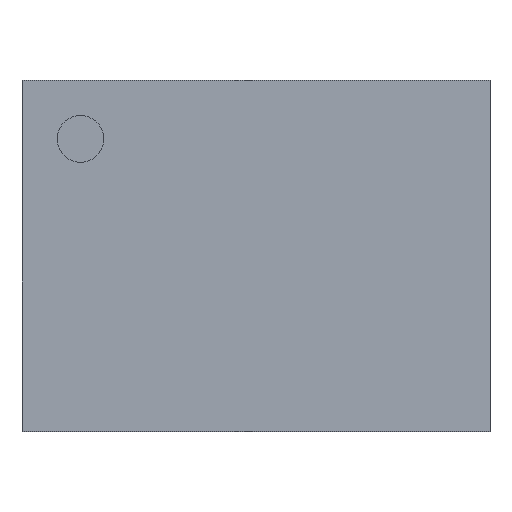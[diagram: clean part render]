
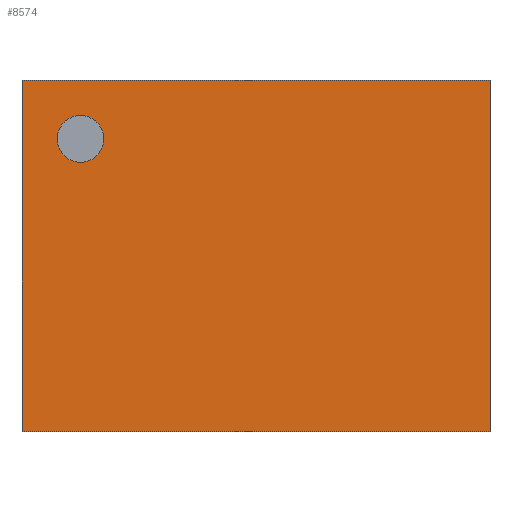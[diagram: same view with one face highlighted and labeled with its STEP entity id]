
A CAD part, top view. The second image highlights one B-rep face of the part: STEP entity #8574.
In plain terms, the highlighted face is planar.
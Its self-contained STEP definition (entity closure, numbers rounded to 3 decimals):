
#3588 = PLANE('',#3589);
#3589 = AXIS2_PLACEMENT_3D('',#3590,#3591,#3592);
#3590 = CARTESIAN_POINT('',(2.,0.,-1.5));
#3591 = DIRECTION('',(0.,0.,-1.));
#3592 = DIRECTION('',(-1.,0.,0.));
#3783 = PLANE('',#3784);
#3784 = AXIS2_PLACEMENT_3D('',#3785,#3786,#3787);
#3785 = CARTESIAN_POINT('',(-2.,0.,-1.5));
#3786 = DIRECTION('',(-1.,0.,0.));
#3787 = DIRECTION('',(0.,0.,1.));
#4334 = PLANE('',#4335);
#4335 = AXIS2_PLACEMENT_3D('',#4336,#4337,#4338);
#4336 = CARTESIAN_POINT('',(-2.,0.,1.5));
#4337 = DIRECTION('',(0.,0.,1.));
#4338 = DIRECTION('',(1.,0.,-0.));
#4885 = PLANE('',#4886);
#4886 = AXIS2_PLACEMENT_3D('',#4887,#4888,#4889);
#4887 = CARTESIAN_POINT('',(2.,0.,1.5));
#4888 = DIRECTION('',(1.,0.,0.));
#4889 = DIRECTION('',(0.,0.,-1.));
#7000 = VERTEX_POINT('',#7001);
#7001 = CARTESIAN_POINT('',(-2.,0.775,1.5));
#7022 = EDGE_CURVE('',#7000,#7023,#7025,.T.);
#7023 = VERTEX_POINT('',#7024);
#7024 = CARTESIAN_POINT('',(2.,0.775,1.5));
#7025 = SURFACE_CURVE('',#7026,(#7030,#7037),.PCURVE_S1.);
#7026 = LINE('',#7027,#7028);
#7027 = CARTESIAN_POINT('',(-2.,0.775,1.5));
#7028 = VECTOR('',#7029,1.);
#7029 = DIRECTION('',(1.,0.,0.));
#7030 = PCURVE('',#4334,#7031);
#7031 = DEFINITIONAL_REPRESENTATION('',(#7032),#7036);
#7032 = LINE('',#7033,#7034);
#7033 = CARTESIAN_POINT('',(0.,0.775));
#7034 = VECTOR('',#7035,1.);
#7035 = DIRECTION('',(1.,0.));
#7036 = ( GEOMETRIC_REPRESENTATION_CONTEXT(2) 
PARAMETRIC_REPRESENTATION_CONTEXT() REPRESENTATION_CONTEXT('2D SPACE',''
  ) );
#7037 = PCURVE('',#7038,#7043);
#7038 = PLANE('',#7039);
#7039 = AXIS2_PLACEMENT_3D('',#7040,#7041,#7042);
#7040 = CARTESIAN_POINT('',(0.,0.775,0.));
#7041 = DIRECTION('',(0.,1.,0.));
#7042 = DIRECTION('',(1.,0.,0.));
#7043 = DEFINITIONAL_REPRESENTATION('',(#7044),#7048);
#7044 = LINE('',#7045,#7046);
#7045 = CARTESIAN_POINT('',(-2.,-1.5));
#7046 = VECTOR('',#7047,1.);
#7047 = DIRECTION('',(1.,0.));
#7048 = ( GEOMETRIC_REPRESENTATION_CONTEXT(2) 
PARAMETRIC_REPRESENTATION_CONTEXT() REPRESENTATION_CONTEXT('2D SPACE',''
  ) );
#7414 = VERTEX_POINT('',#7415);
#7415 = CARTESIAN_POINT('',(-2.,0.775,-1.5));
#7436 = EDGE_CURVE('',#7414,#7000,#7437,.T.);
#7437 = SURFACE_CURVE('',#7438,(#7442,#7449),.PCURVE_S1.);
#7438 = LINE('',#7439,#7440);
#7439 = CARTESIAN_POINT('',(-2.,0.775,-1.5));
#7440 = VECTOR('',#7441,1.);
#7441 = DIRECTION('',(0.,0.,1.));
#7442 = PCURVE('',#3783,#7443);
#7443 = DEFINITIONAL_REPRESENTATION('',(#7444),#7448);
#7444 = LINE('',#7445,#7446);
#7445 = CARTESIAN_POINT('',(0.,0.775));
#7446 = VECTOR('',#7447,1.);
#7447 = DIRECTION('',(1.,0.));
#7448 = ( GEOMETRIC_REPRESENTATION_CONTEXT(2) 
PARAMETRIC_REPRESENTATION_CONTEXT() REPRESENTATION_CONTEXT('2D SPACE',''
  ) );
#7449 = PCURVE('',#7038,#7450);
#7450 = DEFINITIONAL_REPRESENTATION('',(#7451),#7455);
#7451 = LINE('',#7452,#7453);
#7452 = CARTESIAN_POINT('',(-2.,1.5));
#7453 = VECTOR('',#7454,1.);
#7454 = DIRECTION('',(0.,-1.));
#7455 = ( GEOMETRIC_REPRESENTATION_CONTEXT(2) 
PARAMETRIC_REPRESENTATION_CONTEXT() REPRESENTATION_CONTEXT('2D SPACE',''
  ) );
#7801 = VERTEX_POINT('',#7802);
#7802 = CARTESIAN_POINT('',(2.,0.775,-1.5));
#7823 = EDGE_CURVE('',#7801,#7414,#7824,.T.);
#7824 = SURFACE_CURVE('',#7825,(#7829,#7836),.PCURVE_S1.);
#7825 = LINE('',#7826,#7827);
#7826 = CARTESIAN_POINT('',(2.,0.775,-1.5));
#7827 = VECTOR('',#7828,1.);
#7828 = DIRECTION('',(-1.,0.,0.));
#7829 = PCURVE('',#3588,#7830);
#7830 = DEFINITIONAL_REPRESENTATION('',(#7831),#7835);
#7831 = LINE('',#7832,#7833);
#7832 = CARTESIAN_POINT('',(0.,0.775));
#7833 = VECTOR('',#7834,1.);
#7834 = DIRECTION('',(1.,0.));
#7835 = ( GEOMETRIC_REPRESENTATION_CONTEXT(2) 
PARAMETRIC_REPRESENTATION_CONTEXT() REPRESENTATION_CONTEXT('2D SPACE',''
  ) );
#7836 = PCURVE('',#7038,#7837);
#7837 = DEFINITIONAL_REPRESENTATION('',(#7838),#7842);
#7838 = LINE('',#7839,#7840);
#7839 = CARTESIAN_POINT('',(2.,1.5));
#7840 = VECTOR('',#7841,1.);
#7841 = DIRECTION('',(-1.,0.));
#7842 = ( GEOMETRIC_REPRESENTATION_CONTEXT(2) 
PARAMETRIC_REPRESENTATION_CONTEXT() REPRESENTATION_CONTEXT('2D SPACE',''
  ) );
#8188 = EDGE_CURVE('',#7023,#7801,#8189,.T.);
#8189 = SURFACE_CURVE('',#8190,(#8194,#8201),.PCURVE_S1.);
#8190 = LINE('',#8191,#8192);
#8191 = CARTESIAN_POINT('',(2.,0.775,1.5));
#8192 = VECTOR('',#8193,1.);
#8193 = DIRECTION('',(0.,0.,-1.));
#8194 = PCURVE('',#4885,#8195);
#8195 = DEFINITIONAL_REPRESENTATION('',(#8196),#8200);
#8196 = LINE('',#8197,#8198);
#8197 = CARTESIAN_POINT('',(0.,0.775));
#8198 = VECTOR('',#8199,1.);
#8199 = DIRECTION('',(1.,0.));
#8200 = ( GEOMETRIC_REPRESENTATION_CONTEXT(2) 
PARAMETRIC_REPRESENTATION_CONTEXT() REPRESENTATION_CONTEXT('2D SPACE',''
  ) );
#8201 = PCURVE('',#7038,#8202);
#8202 = DEFINITIONAL_REPRESENTATION('',(#8203),#8207);
#8203 = LINE('',#8204,#8205);
#8204 = CARTESIAN_POINT('',(2.,-1.5));
#8205 = VECTOR('',#8206,1.);
#8206 = DIRECTION('',(0.,1.));
#8207 = ( GEOMETRIC_REPRESENTATION_CONTEXT(2) 
PARAMETRIC_REPRESENTATION_CONTEXT() REPRESENTATION_CONTEXT('2D SPACE',''
  ) );
#8574 = ADVANCED_FACE('',(#8575),#7038,.T.);
#8575 = FACE_BOUND('',#8576,.F.);
#8576 = EDGE_LOOP('',(#8577,#8578,#8579,#8580));
#8577 = ORIENTED_EDGE('',*,*,#7436,.F.);
#8578 = ORIENTED_EDGE('',*,*,#7823,.F.);
#8579 = ORIENTED_EDGE('',*,*,#8188,.F.);
#8580 = ORIENTED_EDGE('',*,*,#7022,.F.);
